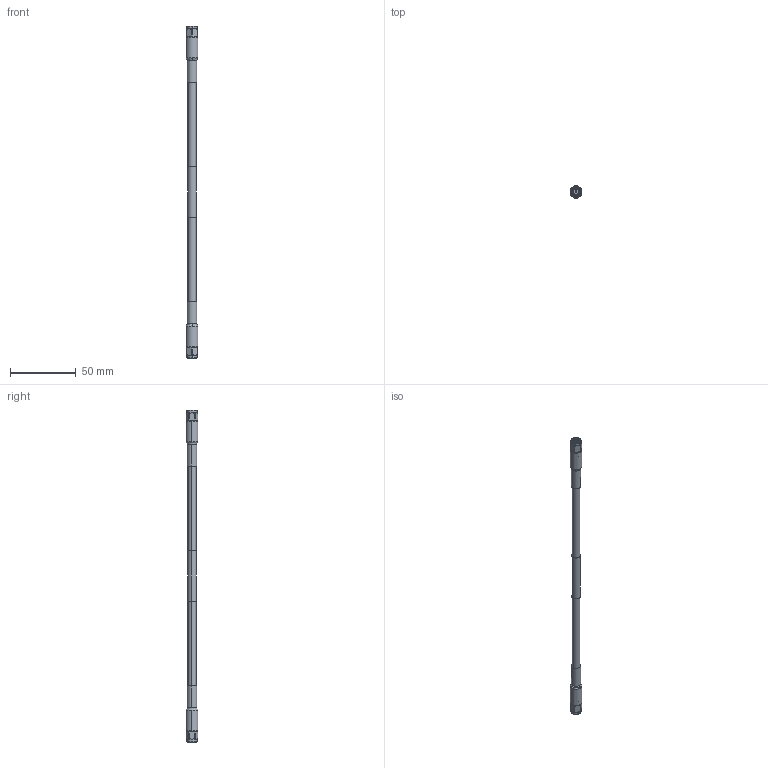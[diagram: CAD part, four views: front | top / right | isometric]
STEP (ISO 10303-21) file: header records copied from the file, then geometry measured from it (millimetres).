
FILE_DESCRIPTION (( 'STEP AP214' ), '1' );
FILE_NAME ('FMC0202240LF_3D.step', '2023-07-10T15:37:07', ( '' ), ( '' ), 'SwSTEP 2.0', 'SolidWorks 2022', '' );
FILE_SCHEMA (( 'AUTOMOTIVE_DESIGN' ));
Length unit declared in the file: inch
Products named in the file (4): FMC0202240LF_3D; LMR-100A-PVC^FMC0202240LF_LMR-240; Heat Shrinks^FMC0202240LF; SC7033_3D^FMC0202240LF
Assembly tree (5 placements, depth 2):
  FMC0202240LF_3D
    LMR-100A-PVC^FMC0202240LF_LMR-240
    Heat Shrinks^FMC0202240LF  x2
    SC7033_3D^FMC0202240LF  x2
Bounding box: 8.96 x 8.99 x 252.84 mm (x, y, z)
Volume: 10911.3 mm3; surface area: 8748.1 mm2
Topology: 7 solids, 7 shells, 216 faces, 492 edges, 310 vertices
Faces by surface type: cylinder 112, plane 48, cone 42, bspline 14
Entity records: 4744 total; most frequent: CARTESIAN_POINT 2027, DIRECTION 537, ORIENTED_EDGE 506, EDGE_CURVE 253, AXIS2_PLACEMENT_3D 226, VERTEX_POINT 161, EDGE_LOOP 128, ADVANCED_FACE 113
